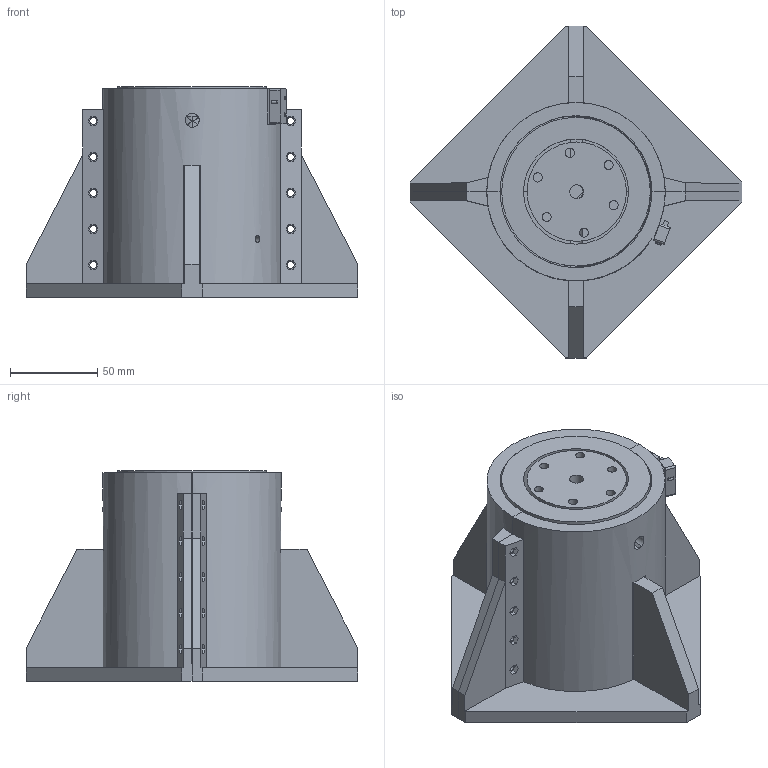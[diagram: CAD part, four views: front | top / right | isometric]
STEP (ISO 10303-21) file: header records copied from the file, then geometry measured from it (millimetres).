
FILE_DESCRIPTION(('Open CASCADE Model'),'2;1');
FILE_NAME('Open CASCADE Shape Model','2024-11-11T14:16:49',('Author'),( 'Open CASCADE'),'Open CASCADE STEP processor 7.6','Open CASCADE 7.6' ,'Unknown');
FILE_SCHEMA(('AUTOMOTIVE_DESIGN { 1 0 10303 214 1 1 1 1 }'));
Length unit declared in the file: millimetre
Products named in the file (7): Open CASCADE STEP translator 7.6 1; Open CASCADE STEP translator 7.6 1.1; Open CASCADE STEP translator 7.6 1.2; Open CASCADE STEP translator 7.6 1.3; Open CASCADE STEP translator 7.6 1.4; Open CASCADE STEP translator 7.6 1.5; Open CASCADE STEP translator 7.6 1.6
Assembly tree (6 placements, depth 2):
  Open CASCADE STEP translator 7.6 1
    Open CASCADE STEP translator 7.6 1.1
    Open CASCADE STEP translator 7.6 1.2
    Open CASCADE STEP translator 7.6 1.3
    Open CASCADE STEP translator 7.6 1.4
    Open CASCADE STEP translator 7.6 1.5
    Open CASCADE STEP translator 7.6 1.6
Bounding box: 189.77 x 189.77 x 120.25 mm (x, y, z)
Volume: 749459.2 mm3; surface area: 198982.9 mm2
Topology: 6 solids, 6 shells, 349 faces, 937 edges, 630 vertices
Faces by surface type: plane 267, cylinder 82
Full cylindrical faces by diameter (mm): 2.14 x2, 2.161 x2, 4 x5, 4.04 x24, 5.2 x6, 6 x4, 8 x4, 22 x1, 30 x1, 36 x1, 56.8 x1, 60 x1, 85 x1
Entity records: 29351 total; most frequent: CARTESIAN_POINT 10329, DIRECTION 3491, LINE 2288, VECTOR 2288, ORIENTED_EDGE 1874, PCURVE 1874, DEFINITIONAL_REPRESENTATION 1874, EDGE_CURVE 937
